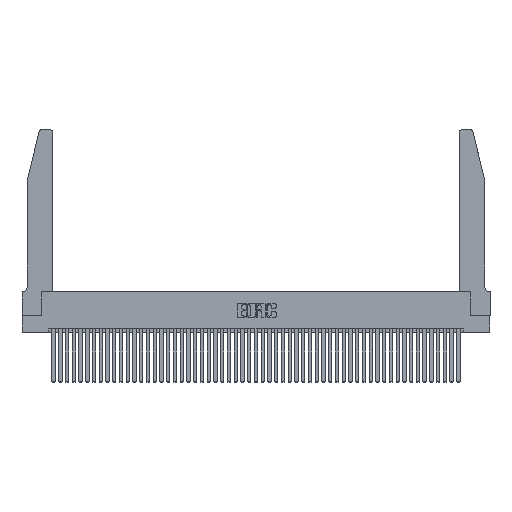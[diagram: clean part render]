
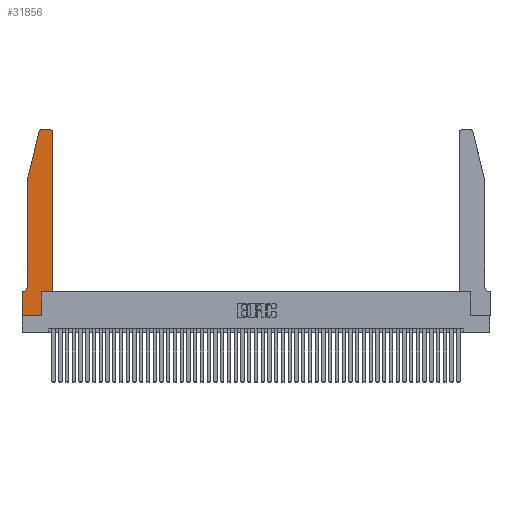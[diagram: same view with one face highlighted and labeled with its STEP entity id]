
A CAD part, top view. The second image highlights one B-rep face of the part: STEP entity #31856.
In plain terms, the highlighted planar face has unit normal (0, 0, 1).
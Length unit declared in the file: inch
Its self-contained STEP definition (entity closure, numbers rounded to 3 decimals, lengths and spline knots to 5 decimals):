
#6 = DIRECTION ( 'NONE',  ( 1., 0., 0. ) ) ;
#39 = VECTOR ( 'NONE', #32301, 39.37008 ) ;
#98 = ORIENTED_EDGE ( 'NONE', *, *, #10202, .T. ) ;
#119 = VERTEX_POINT ( 'NONE', #27577 ) ;
#622 = EDGE_LOOP ( 'NONE', ( #3503, #98, #49407, #28219, #48108, #31993, #18097, #7104, #4705, #10985, #29416, #36925 ) ) ;
#852 = CARTESIAN_POINT ( 'NONE',  ( 0.0755, 2., 0.37 ) ) ;
#1038 = DIRECTION ( 'NONE',  ( 1., 0., 0. ) ) ;
#3436 = DIRECTION ( 'NONE',  ( 0., 1., 0. ) ) ;
#3503 = ORIENTED_EDGE ( 'NONE', *, *, #27283, .T. ) ;
#4376 = DIRECTION ( 'NONE',  ( 1., 0., 0. ) ) ;
#4705 = ORIENTED_EDGE ( 'NONE', *, *, #20997, .T. ) ;
#4834 = DIRECTION ( 'NONE',  ( -1., 0., 0. ) ) ;
#5145 = AXIS2_PLACEMENT_3D ( 'NONE', #31554, #15922, #6 ) ;
#6005 = CARTESIAN_POINT ( 'NONE',  ( 0.2605, 2.75, 0.37 ) ) ;
#7020 = LINE ( 'NONE', #13386, #36534 ) ;
#7104 = ORIENTED_EDGE ( 'NONE', *, *, #13733, .T. ) ;
#7234 = VECTOR ( 'NONE', #28674, 39.37008 ) ;
#8392 = CARTESIAN_POINT ( 'NONE',  ( 0.284, 2.75, 0.37 ) ) ;
#9694 = EDGE_CURVE ( 'NONE', #22210, #10442, #14612, .T. ) ;
#9706 = AXIS2_PLACEMENT_3D ( 'NONE', #28514, #35436, #1038 ) ;
#10202 = EDGE_CURVE ( 'NONE', #29118, #119, #26719, .T. ) ;
#10387 = DIRECTION ( 'NONE',  ( 0., 0., 1. ) ) ;
#10442 = VERTEX_POINT ( 'NONE', #18784 ) ;
#10702 = DIRECTION ( 'NONE',  ( 1., 0., 0. ) ) ;
#10985 = ORIENTED_EDGE ( 'NONE', *, *, #47589, .T. ) ;
#11805 = VECTOR ( 'NONE', #17685, 39.37008 ) ;
#13107 = VERTEX_POINT ( 'NONE', #21880 ) ;
#13386 = CARTESIAN_POINT ( 'NONE',  ( 0., 0., 0.37 ) ) ;
#13569 = VERTEX_POINT ( 'NONE', #46832 ) ;
#13733 = EDGE_CURVE ( 'NONE', #13569, #33883, #7020, .T. ) ;
#14612 = LINE ( 'NONE', #24584, #17636 ) ;
#15535 = CARTESIAN_POINT ( 'NONE',  ( 0.4505, 2.72, 0.37 ) ) ;
#15552 = CARTESIAN_POINT ( 'NONE',  ( 0.0755, 2., 0.37 ) ) ;
#15716 = LINE ( 'NONE', #852, #7234 ) ;
#15922 = DIRECTION ( 'NONE',  ( 0., 0., 1. ) ) ;
#16864 = CARTESIAN_POINT ( 'NONE',  ( 0.2865, 0.35, 0.37 ) ) ;
#17636 = VECTOR ( 'NONE', #36486, 39.37008 ) ;
#17685 = DIRECTION ( 'NONE',  ( -1., 0., 0. ) ) ;
#18097 = ORIENTED_EDGE ( 'NONE', *, *, #18113, .T. ) ;
#18113 = EDGE_CURVE ( 'NONE', #10442, #13569, #42935, .T. ) ;
#18784 = CARTESIAN_POINT ( 'NONE',  ( 0., 0.35, 0.37 ) ) ;
#19472 = CARTESIAN_POINT ( 'NONE',  ( 0.4205, 2.75, 0.37 ) ) ;
#19902 = VERTEX_POINT ( 'NONE', #15535 ) ;
#20384 = CARTESIAN_POINT ( 'NONE',  ( 0.0055, 0.35, 0.37 ) ) ;
#20592 = CARTESIAN_POINT ( 'NONE',  ( 0.0055, 0.42, 0.37 ) ) ;
#20650 = LINE ( 'NONE', #35686, #39 ) ;
#20919 = EDGE_CURVE ( 'NONE', #19902, #44854, #29382, .T. ) ;
#20997 = EDGE_CURVE ( 'NONE', #33883, #38972, #34199, .T. ) ;
#21880 = CARTESIAN_POINT ( 'NONE',  ( 0.4505, 0.35, 0.37 ) ) ;
#22210 = VERTEX_POINT ( 'NONE', #20384 ) ;
#22503 = PLANE ( 'NONE',  #42831 ) ;
#23508 = CARTESIAN_POINT ( 'NONE',  ( 0.2865, 0.35, 0.37 ) ) ;
#23595 = VECTOR ( 'NONE', #3436, 39.37008 ) ;
#23846 = DIRECTION ( 'NONE',  ( 0., 1., 0. ) ) ;
#24002 = EDGE_CURVE ( 'NONE', #25212, #35530, #20650, .T. ) ;
#24284 = DIRECTION ( 'NONE',  ( 0., 0., -1. ) ) ;
#24584 = CARTESIAN_POINT ( 'NONE',  ( 0.0755, 0.35, 0.37 ) ) ;
#25212 = VERTEX_POINT ( 'NONE', #15552 ) ;
#26680 = VECTOR ( 'NONE', #27449, 39.37008 ) ;
#26719 = CIRCLE ( 'NONE', #9706, 0.03 ) ;
#27148 = CARTESIAN_POINT ( 'NONE',  ( 0.4505, 0.35, 0.37 ) ) ;
#27283 = EDGE_CURVE ( 'NONE', #44854, #29118, #32285, .T. ) ;
#27449 = DIRECTION ( 'NONE',  ( 0., -1., 0. ) ) ;
#27577 = CARTESIAN_POINT ( 'NONE',  ( 0.25487, 2.72718, 0.37 ) ) ;
#28219 = ORIENTED_EDGE ( 'NONE', *, *, #24002, .T. ) ;
#28514 = CARTESIAN_POINT ( 'NONE',  ( 0.284, 2.72, 0.37 ) ) ;
#28674 = DIRECTION ( 'NONE',  ( -0.239, -0.971, 0. ) ) ;
#29118 = VERTEX_POINT ( 'NONE', #8392 ) ;
#29382 = CIRCLE ( 'NONE', #5145, 0.03 ) ;
#29416 = ORIENTED_EDGE ( 'NONE', *, *, #43994, .T. ) ;
#31554 = CARTESIAN_POINT ( 'NONE',  ( 0.4205, 2.72, 0.37 ) ) ;
#31856 = ADVANCED_FACE ( 'NONE', ( #48976 ), #22503, .T. ) ;
#31993 = ORIENTED_EDGE ( 'NONE', *, *, #9694, .T. ) ;
#32285 = LINE ( 'NONE', #6005, #11805 ) ;
#32301 = DIRECTION ( 'NONE',  ( 0., -1., 0. ) ) ;
#33883 = VERTEX_POINT ( 'NONE', #44267 ) ;
#33946 = CARTESIAN_POINT ( 'NONE',  ( 0.4505, 0.35, 0.37 ) ) ;
#34199 = LINE ( 'NONE', #23508, #35432 ) ;
#34842 = CARTESIAN_POINT ( 'NONE',  ( 0., 0., 0.37 ) ) ;
#35258 = VECTOR ( 'NONE', #4376, 39.37008 ) ;
#35432 = VECTOR ( 'NONE', #23846, 39.37008 ) ;
#35436 = DIRECTION ( 'NONE',  ( 0., 0., 1. ) ) ;
#35530 = VERTEX_POINT ( 'NONE', #46640 ) ;
#35686 = CARTESIAN_POINT ( 'NONE',  ( 0.0755, 2., 0.37 ) ) ;
#36486 = DIRECTION ( 'NONE',  ( -1., 0., 0. ) ) ;
#36534 = VECTOR ( 'NONE', #36756, 39.37008 ) ;
#36756 = DIRECTION ( 'NONE',  ( 1., 0., 0. ) ) ;
#36925 = ORIENTED_EDGE ( 'NONE', *, *, #20919, .T. ) ;
#38873 = LINE ( 'NONE', #27148, #35258 ) ;
#38972 = VERTEX_POINT ( 'NONE', #16864 ) ;
#41492 = AXIS2_PLACEMENT_3D ( 'NONE', #20592, #24284, #4834 ) ;
#42831 = AXIS2_PLACEMENT_3D ( 'NONE', #48693, #10387, #10702 ) ;
#42935 = LINE ( 'NONE', #34842, #26680 ) ;
#43994 = EDGE_CURVE ( 'NONE', #13107, #19902, #44004, .T. ) ;
#44004 = LINE ( 'NONE', #33946, #23595 ) ;
#44163 = CIRCLE ( 'NONE', #41492, 0.07 ) ;
#44267 = CARTESIAN_POINT ( 'NONE',  ( 0.2865, 0., 0.37 ) ) ;
#44854 = VERTEX_POINT ( 'NONE', #19472 ) ;
#45021 = EDGE_CURVE ( 'NONE', #119, #25212, #15716, .T. ) ;
#46640 = CARTESIAN_POINT ( 'NONE',  ( 0.0755, 0.42, 0.37 ) ) ;
#46832 = CARTESIAN_POINT ( 'NONE',  ( 0., 0., 0.37 ) ) ;
#47589 = EDGE_CURVE ( 'NONE', #38972, #13107, #38873, .T. ) ;
#48108 = ORIENTED_EDGE ( 'NONE', *, *, #48773, .T. ) ;
#48693 = CARTESIAN_POINT ( 'NONE',  ( 0., 0.35, 0.37 ) ) ;
#48773 = EDGE_CURVE ( 'NONE', #35530, #22210, #44163, .T. ) ;
#48976 = FACE_OUTER_BOUND ( 'NONE', #622, .T. ) ;
#49407 = ORIENTED_EDGE ( 'NONE', *, *, #45021, .T. ) ;
